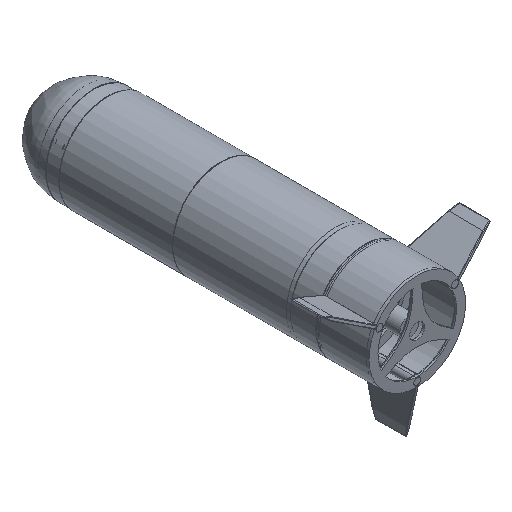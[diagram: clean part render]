
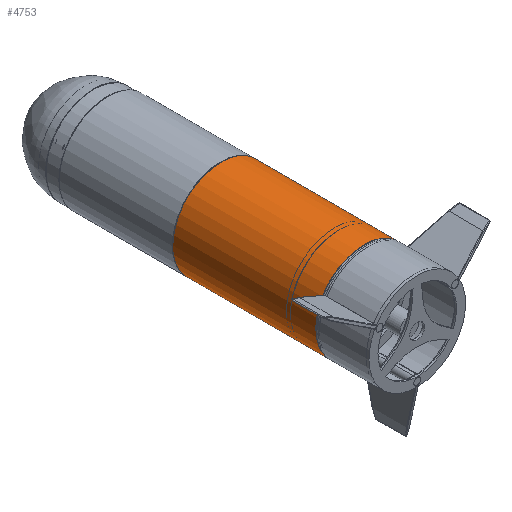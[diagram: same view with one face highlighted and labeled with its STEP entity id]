
A CAD part, isometric view. The second image highlights one B-rep face of the part: STEP entity #4753.
In plain terms, the highlighted cylindrical face has radius 45.5 mm (diameter 91 mm), a full revolution.
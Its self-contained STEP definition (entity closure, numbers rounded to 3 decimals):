
#164=FACE_BOUND('',#742,.T.);
#220=B_SPLINE_CURVE_WITH_KNOTS('',3,(#7383,#7384,#7385,#7386,#7387,#7388,
#7389,#7390,#7391,#7392,#7393,#7394),.UNSPECIFIED.,.F.,.F.,(4,2,2,2,2,4),
(-0.399,-0.379,-0.359,-0.313,
-0.231,-0.179),.UNSPECIFIED.);
#221=B_SPLINE_CURVE_WITH_KNOTS('',3,(#7401,#7402,#7403,#7404,#7405,#7406,
#7407,#7408,#7409,#7410,#7411,#7412),.UNSPECIFIED.,.F.,.F.,(4,2,2,2,2,4),
(-0.19,-0.151,-0.085,-0.045,
-0.02,0.),.UNSPECIFIED.);
#447=FACE_OUTER_BOUND('',#741,.T.);
#741=EDGE_LOOP('',(#3182,#3183,#3184,#3185));
#742=EDGE_LOOP('',(#3186,#3187,#3188,#3189,#3190,#3191));
#1086=LINE('',#7377,#1373);
#1087=LINE('',#7396,#1374);
#1088=LINE('',#7400,#1375);
#1373=VECTOR('',#5792,45.5);
#1374=VECTOR('',#5797,10.);
#1375=VECTOR('',#5800,10.);
#1666=CIRCLE('',#5123,45.5);
#1667=CIRCLE('',#5124,45.5);
#1668=CIRCLE('',#5125,45.5);
#1669=CIRCLE('',#5126,45.5);
#1988=VERTEX_POINT('',#7374);
#1989=VERTEX_POINT('',#7376);
#1990=VERTEX_POINT('',#7379);
#1991=VERTEX_POINT('',#7380);
#1992=VERTEX_POINT('',#7382);
#1993=VERTEX_POINT('',#7395);
#1994=VERTEX_POINT('',#7397);
#1995=VERTEX_POINT('',#7399);
#2437=EDGE_CURVE('',#1988,#1988,#1666,.T.);
#2438=EDGE_CURVE('',#1988,#1989,#1086,.T.);
#2439=EDGE_CURVE('',#1989,#1989,#1667,.T.);
#2440=EDGE_CURVE('',#1990,#1991,#1668,.T.);
#2441=EDGE_CURVE('',#1992,#1990,#220,.T.);
#2442=EDGE_CURVE('',#1993,#1992,#1087,.T.);
#2443=EDGE_CURVE('',#1994,#1993,#1669,.T.);
#2444=EDGE_CURVE('',#1995,#1994,#1088,.T.);
#2445=EDGE_CURVE('',#1991,#1995,#221,.T.);
#3182=ORIENTED_EDGE('',*,*,#2437,.F.);
#3183=ORIENTED_EDGE('',*,*,#2438,.T.);
#3184=ORIENTED_EDGE('',*,*,#2439,.F.);
#3185=ORIENTED_EDGE('',*,*,#2438,.F.);
#3186=ORIENTED_EDGE('',*,*,#2440,.F.);
#3187=ORIENTED_EDGE('',*,*,#2441,.F.);
#3188=ORIENTED_EDGE('',*,*,#2442,.F.);
#3189=ORIENTED_EDGE('',*,*,#2443,.F.);
#3190=ORIENTED_EDGE('',*,*,#2444,.F.);
#3191=ORIENTED_EDGE('',*,*,#2445,.F.);
#4644=CYLINDRICAL_SURFACE('',#5122,45.5);
#4753=ADVANCED_FACE('',(#447,#164),#4644,.T.);
#5122=AXIS2_PLACEMENT_3D('',#7373,#5788,#5789);
#5123=AXIS2_PLACEMENT_3D('',#7375,#5790,#5791);
#5124=AXIS2_PLACEMENT_3D('',#7378,#5793,#5794);
#5125=AXIS2_PLACEMENT_3D('',#7381,#5795,#5796);
#5126=AXIS2_PLACEMENT_3D('',#7398,#5798,#5799);
#5788=DIRECTION('center_axis',(0.,1.,0.));
#5789=DIRECTION('ref_axis',(0.771,0.,-0.637));
#5790=DIRECTION('center_axis',(0.,1.,0.));
#5791=DIRECTION('ref_axis',(0.771,0.,-0.637));
#5792=DIRECTION('',(0.,-1.,0.));
#5793=DIRECTION('center_axis',(0.,-1.,0.));
#5794=DIRECTION('ref_axis',(0.771,0.,-0.637));
#5795=DIRECTION('center_axis',(0.,-1.,0.));
#5796=DIRECTION('ref_axis',(0.771,0.,-0.637));
#5797=DIRECTION('',(0.,1.,0.));
#5798=DIRECTION('center_axis',(0.,1.,0.));
#5799=DIRECTION('ref_axis',(0.771,0.,-0.637));
#5800=DIRECTION('',(0.,-1.,0.));
#7373=CARTESIAN_POINT('Origin',(0.,-2.5,0.));
#7374=CARTESIAN_POINT('',(-35.082,25.614,28.974));
#7375=CARTESIAN_POINT('Origin',(0.,25.614,0.));
#7376=CARTESIAN_POINT('',(-35.082,-109.343,28.974));
#7377=CARTESIAN_POINT('',(-35.082,-2.5,28.974));
#7378=CARTESIAN_POINT('Origin',(0.,-109.343,0.));
#7379=CARTESIAN_POINT('',(37.19,1.25,-26.214));
#7380=CARTESIAN_POINT('',(41.297,1.25,-19.1));
#7381=CARTESIAN_POINT('Origin',(0.,1.25,0.));
#7382=CARTESIAN_POINT('',(36.253,0.25,-27.495));
#7383=CARTESIAN_POINT('Ctrl Pts',(36.253,0.25,-27.495));
#7384=CARTESIAN_POINT('Ctrl Pts',(36.253,0.305,-27.495));
#7385=CARTESIAN_POINT('Ctrl Pts',(36.258,0.358,-27.488));
#7386=CARTESIAN_POINT('Ctrl Pts',(36.279,0.466,-27.46));
#7387=CARTESIAN_POINT('Ctrl Pts',(36.295,0.518,-27.439));
#7388=CARTESIAN_POINT('Ctrl Pts',(36.356,0.675,-27.359));
#7389=CARTESIAN_POINT('Ctrl Pts',(36.415,0.769,-27.281));
#7390=CARTESIAN_POINT('Ctrl Pts',(36.586,0.988,-27.051));
#7391=CARTESIAN_POINT('Ctrl Pts',(36.73,1.108,-26.855));
#7392=CARTESIAN_POINT('Ctrl Pts',(36.986,1.225,-26.501));
#7393=CARTESIAN_POINT('Ctrl Pts',(37.089,1.25,-26.357));
#7394=CARTESIAN_POINT('Ctrl Pts',(37.19,1.25,-26.214));
#7395=CARTESIAN_POINT('',(36.253,-2.5,-27.495));
#7396=CARTESIAN_POINT('',(36.253,-2.5,-27.495));
#7397=CARTESIAN_POINT('',(41.938,-2.5,-17.648));
#7398=CARTESIAN_POINT('Origin',(0.,-2.5,0.));
#7399=CARTESIAN_POINT('',(41.938,0.25,-17.648));
#7400=CARTESIAN_POINT('',(41.938,-2.5,-17.648));
#7401=CARTESIAN_POINT('Ctrl Pts',(41.297,1.25,-19.1));
#7402=CARTESIAN_POINT('Ctrl Pts',(41.361,1.25,-18.961));
#7403=CARTESIAN_POINT('Ctrl Pts',(41.426,1.231,-18.82));
#7404=CARTESIAN_POINT('Ctrl Pts',(41.588,1.138,-18.46));
#7405=CARTESIAN_POINT('Ctrl Pts',(41.679,1.039,-18.253));
#7406=CARTESIAN_POINT('Ctrl Pts',(41.797,0.846,-17.98));
#7407=CARTESIAN_POINT('Ctrl Pts',(41.84,0.756,-17.879));
#7408=CARTESIAN_POINT('Ctrl Pts',(41.895,0.589,-17.751));
#7409=CARTESIAN_POINT('Ctrl Pts',(41.912,0.518,-17.709));
#7410=CARTESIAN_POINT('Ctrl Pts',(41.933,0.38,-17.66));
#7411=CARTESIAN_POINT('Ctrl Pts',(41.938,0.316,-17.648));
#7412=CARTESIAN_POINT('Ctrl Pts',(41.938,0.25,-17.648));
